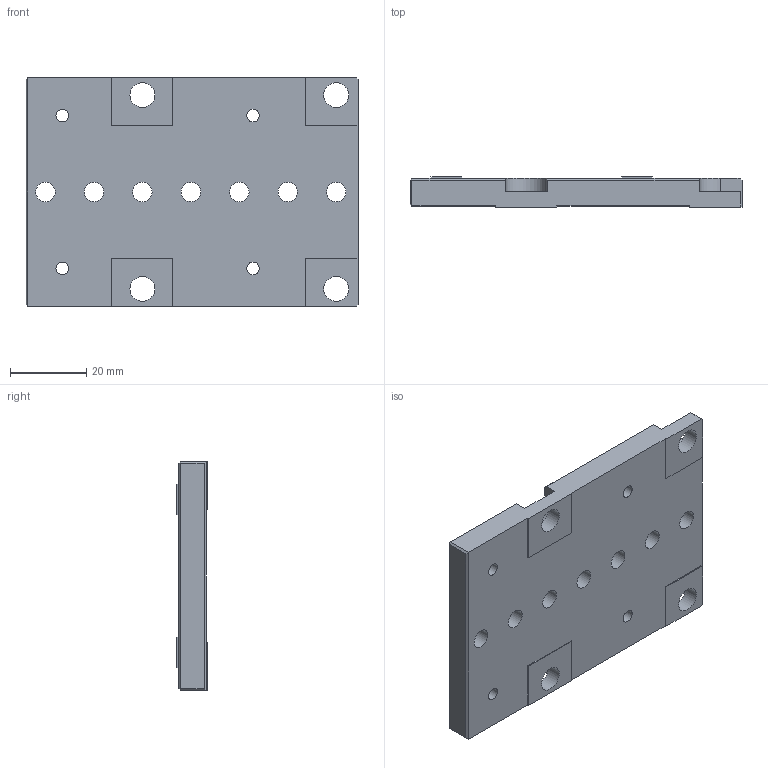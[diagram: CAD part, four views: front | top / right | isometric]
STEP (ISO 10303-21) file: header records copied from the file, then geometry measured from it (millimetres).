
FILE_DESCRIPTION(/* description */ (''),/* implementation_level */ '2;1');
FILE_NAME(/* name */ 'VRU3 base v2_20210325.stp',/* time_stamp */ '2021-03-25T18:06:49-07:00',/* author */ ('hongquanli'),/* organization */ (''),/* preprocessor_version */ 'ST-DEVELOPER v18',/* originating_system */ 'Autodesk Inventor 2020',/* authorisation */ '');
FILE_SCHEMA (('AUTOMOTIVE_DESIGN { 1 0 10303 214 3 1 1 }'));
Length unit declared in the file: millimetre
Products named in the file (1): VRU3 base
Bounding box: 87 x 8 x 60 mm (x, y, z)
Volume: 34590.4 mm3; surface area: 13587.5 mm2
Topology: 1 solids, 1 shells, 96 faces, 259 edges, 171 vertices
Faces by surface type: plane 71, cylinder 22, cone 3
Full cylindrical faces by diameter (mm): 2 x1, 3.3 x4, 5.105 x7, 6.528 x4
Entity records: 3099 total; most frequent: CARTESIAN_POINT 527, ORIENTED_EDGE 518, DIRECTION 508, EDGE_CURVE 259, LINE 204, VECTOR 204, VERTEX_POINT 171, AXIS2_PLACEMENT_3D 152
